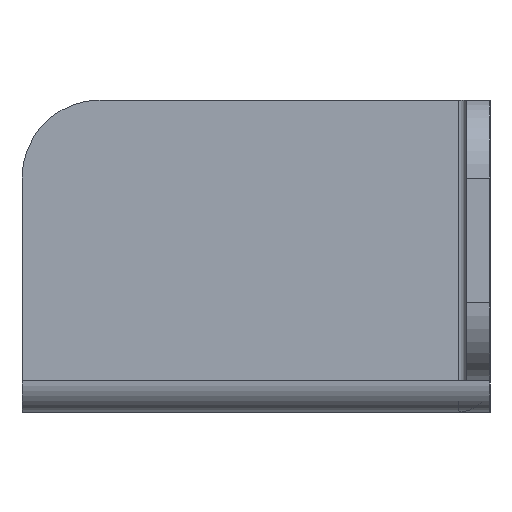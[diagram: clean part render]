
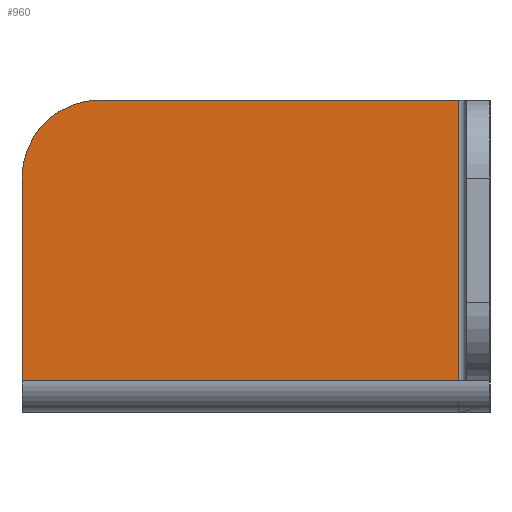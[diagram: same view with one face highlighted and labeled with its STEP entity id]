
A CAD part, left-side view. The second image highlights one B-rep face of the part: STEP entity #960.
In plain terms, the highlighted planar face has unit normal (1, 0, 0).
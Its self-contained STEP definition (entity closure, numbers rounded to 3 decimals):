
#124 = EDGE_CURVE ( 'NONE', #1361, #1213, #949, .T. ) ;
#125 = FACE_OUTER_BOUND ( 'NONE', #1879, .T. ) ;
#243 = CARTESIAN_POINT ( 'NONE',  ( -154.715, 40.307, 102.5 ) ) ;
#320 = EDGE_CURVE ( 'NONE', #1668, #1361, #1091, .T. ) ;
#355 = DIRECTION ( 'NONE',  ( 0., 0., 1. ) ) ;
#413 = DIRECTION ( 'NONE',  ( 0., -1., 0. ) ) ;
#475 = VERTEX_POINT ( 'NONE', #487 ) ;
#477 = LINE ( 'NONE', #601, #1215 ) ;
#487 = CARTESIAN_POINT ( 'NONE',  ( -154.715, 40.307, 84.5 ) ) ;
#498 = ORIENTED_EDGE ( 'NONE', *, *, #1655, .F. ) ;
#559 = CARTESIAN_POINT ( 'NONE',  ( -154.715, 53.307, 102.5 ) ) ;
#569 = DIRECTION ( 'NONE',  ( 1., 0., 0. ) ) ;
#601 = CARTESIAN_POINT ( 'NONE',  ( -154.715, 68.307, 93.5 ) ) ;
#618 = ORIENTED_EDGE ( 'NONE', *, *, #1501, .T. ) ;
#624 = AXIS2_PLACEMENT_3D ( 'NONE', #640, #1563, #1398 ) ;
#640 = CARTESIAN_POINT ( 'NONE',  ( -154.715, 38.307, 82.5 ) ) ;
#708 = DIRECTION ( 'NONE',  ( 0., 1., 0. ) ) ;
#782 = LINE ( 'NONE', #829, #901 ) ;
#798 = PLANE ( 'NONE',  #624 ) ;
#829 = CARTESIAN_POINT ( 'NONE',  ( -154.715, 40.307, 82.5 ) ) ;
#894 = DIRECTION ( 'NONE',  ( 0., 0., 1. ) ) ;
#901 = VECTOR ( 'NONE', #355, 1000. ) ;
#949 = LINE ( 'NONE', #559, #1928 ) ;
#960 = ADVANCED_FACE ( 'NONE', ( #125 ), #798, .F. ) ;
#1091 = CIRCLE ( 'NONE', #1671, 5. ) ;
#1105 = CARTESIAN_POINT ( 'NONE',  ( -154.715, 68.307, 97.5 ) ) ;
#1213 = VERTEX_POINT ( 'NONE', #243 ) ;
#1215 = VECTOR ( 'NONE', #1676, 1000. ) ;
#1259 = EDGE_CURVE ( 'NONE', #475, #1669, #1788, .T. ) ;
#1339 = CARTESIAN_POINT ( 'NONE',  ( -154.715, 38.307, 84.5 ) ) ;
#1361 = VERTEX_POINT ( 'NONE', #1657 ) ;
#1398 = DIRECTION ( 'NONE',  ( 0., 0., 1. ) ) ;
#1424 = CARTESIAN_POINT ( 'NONE',  ( -154.715, 68.307, 84.5 ) ) ;
#1474 = VECTOR ( 'NONE', #708, 1000. ) ;
#1501 = EDGE_CURVE ( 'NONE', #1669, #1668, #477, .T. ) ;
#1563 = DIRECTION ( 'NONE',  ( -1., 0., 0. ) ) ;
#1641 = ORIENTED_EDGE ( 'NONE', *, *, #320, .T. ) ;
#1655 = EDGE_CURVE ( 'NONE', #475, #1213, #782, .T. ) ;
#1657 = CARTESIAN_POINT ( 'NONE',  ( -154.715, 63.307, 102.5 ) ) ;
#1664 = CARTESIAN_POINT ( 'NONE',  ( -154.715, 63.307, 97.5 ) ) ;
#1668 = VERTEX_POINT ( 'NONE', #1105 ) ;
#1669 = VERTEX_POINT ( 'NONE', #1424 ) ;
#1671 = AXIS2_PLACEMENT_3D ( 'NONE', #1664, #569, #894 ) ;
#1676 = DIRECTION ( 'NONE',  ( 0., 0., 1. ) ) ;
#1788 = LINE ( 'NONE', #1339, #1474 ) ;
#1816 = ORIENTED_EDGE ( 'NONE', *, *, #1259, .T. ) ;
#1879 = EDGE_LOOP ( 'NONE', ( #1886, #498, #1816, #618, #1641 ) ) ;
#1886 = ORIENTED_EDGE ( 'NONE', *, *, #124, .T. ) ;
#1928 = VECTOR ( 'NONE', #413, 1000. ) ;
